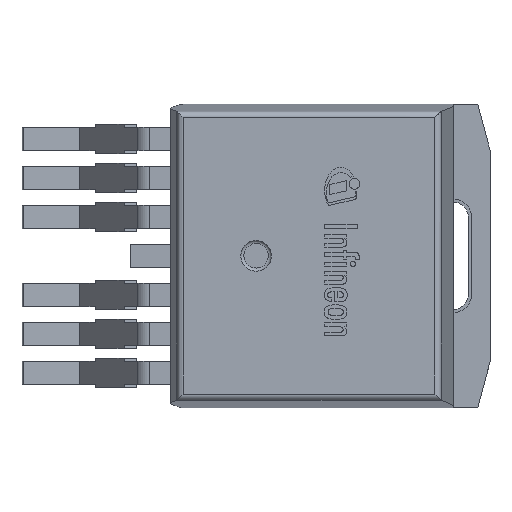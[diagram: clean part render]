
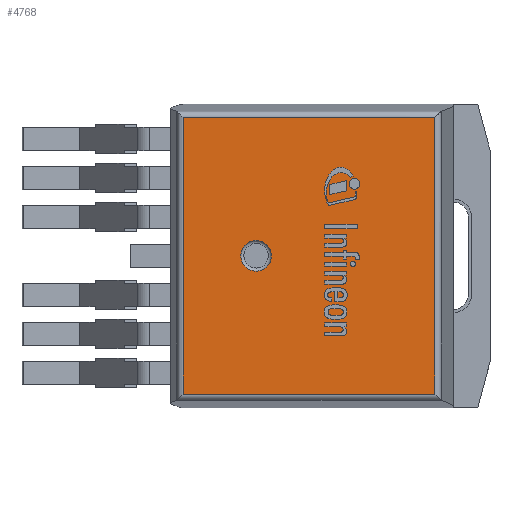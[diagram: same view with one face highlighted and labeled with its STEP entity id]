
A CAD part, top view. The second image highlights one B-rep face of the part: STEP entity #4768.
In plain terms, the highlighted planar face has unit normal (0, 0, 1).
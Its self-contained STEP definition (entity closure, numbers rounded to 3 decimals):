
#114=FACE_BOUND('',#687,.T.);
#126=CIRCLE('',#5078,0.5);
#172=PLANE('',#5077);
#409=FACE_OUTER_BOUND('',#686,.T.);
#686=EDGE_LOOP('',(#3388,#3389,#3390,#3391));
#687=EDGE_LOOP('',(#3392));
#978=LINE('',#6633,#1583);
#981=LINE('',#6646,#1586);
#982=LINE('',#6649,#1587);
#984=LINE('',#6657,#1589);
#1583=VECTOR('',#5396,1.);
#1586=VECTOR('',#5407,1.);
#1587=VECTOR('',#5412,1.);
#1589=VECTOR('',#5422,1.);
#2198=VERTEX_POINT('',#6631);
#2199=VERTEX_POINT('',#6632);
#2204=VERTEX_POINT('',#6643);
#2205=VERTEX_POINT('',#6645);
#2209=VERTEX_POINT('',#6664);
#2665=EDGE_CURVE('',#2198,#2199,#978,.T.);
#2671=EDGE_CURVE('',#2204,#2205,#981,.T.);
#2673=EDGE_CURVE('',#2199,#2204,#982,.T.);
#2678=EDGE_CURVE('',#2205,#2198,#984,.T.);
#2682=EDGE_CURVE('',#2209,#2209,#126,.T.);
#3388=ORIENTED_EDGE('',*,*,#2671,.F.);
#3389=ORIENTED_EDGE('',*,*,#2673,.F.);
#3390=ORIENTED_EDGE('',*,*,#2665,.F.);
#3391=ORIENTED_EDGE('',*,*,#2678,.F.);
#3392=ORIENTED_EDGE('',*,*,#2682,.T.);
#4768=ADVANCED_FACE('',(#409,#114),#172,.T.);
#5077=AXIS2_PLACEMENT_3D('',#6663,#5429,#5430);
#5078=AXIS2_PLACEMENT_3D('',#6665,#5431,#5432);
#5396=DIRECTION('',(0.,1.,0.));
#5407=DIRECTION('',(0.,-1.,0.));
#5412=DIRECTION('',(1.,0.,0.));
#5422=DIRECTION('',(-1.,0.,0.));
#5429=DIRECTION('center_axis',(0.,0.,1.));
#5430=DIRECTION('ref_axis',(0.,-1.,0.));
#5431=DIRECTION('center_axis',(0.,0.,-1.));
#5432=DIRECTION('ref_axis',(0.,1.,0.));
#6631=CARTESIAN_POINT('',(-2.377,-4.505,4.92));
#6632=CARTESIAN_POINT('',(-2.377,4.505,4.92));
#6633=CARTESIAN_POINT('',(-2.377,4.97,4.92));
#6643=CARTESIAN_POINT('',(5.831,4.505,4.92));
#6645=CARTESIAN_POINT('',(5.831,-4.505,4.92));
#6646=CARTESIAN_POINT('',(5.831,4.97,4.92));
#6649=CARTESIAN_POINT('',(-9.126,4.505,4.92));
#6657=CARTESIAN_POINT('',(-9.126,-4.505,4.92));
#6663=CARTESIAN_POINT('Origin',(1.825,0.,4.92));
#6664=CARTESIAN_POINT('',(0.005,-0.5,4.92));
#6665=CARTESIAN_POINT('Origin',(0.005,0.,
4.92));
